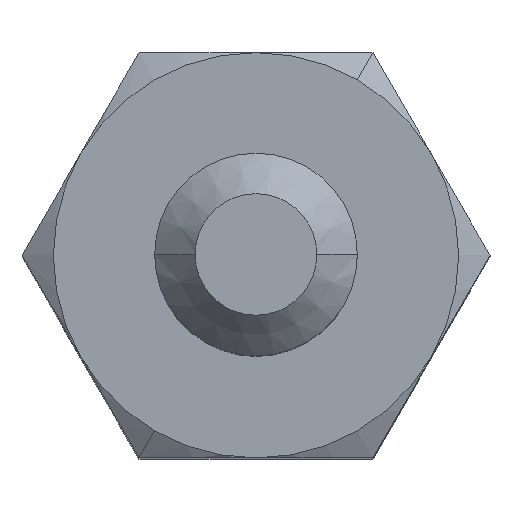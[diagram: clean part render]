
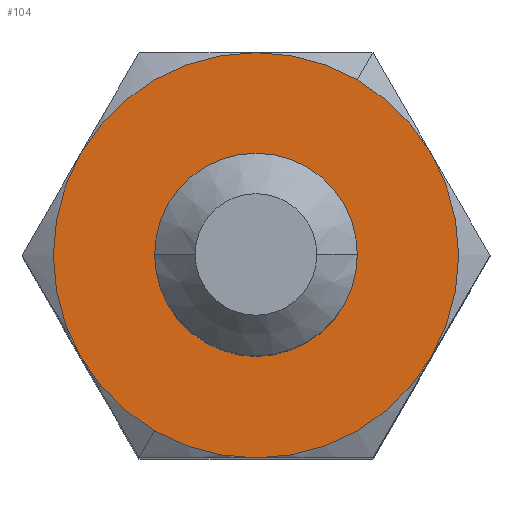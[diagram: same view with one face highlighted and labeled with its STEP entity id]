
A CAD part, top view. The second image highlights one B-rep face of the part: STEP entity #104.
In plain terms, the highlighted planar face has unit normal (0, 0, 1).
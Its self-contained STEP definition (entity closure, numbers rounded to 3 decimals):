
#104=ADVANCED_FACE('',(#165,#166),#167,.T.);
#165=FACE_OUTER_BOUND('',#229,.T.);
#166=FACE_BOUND('',#230,.T.);
#167=PLANE('',#231);
#229=EDGE_LOOP('',(#459,#460));
#230=EDGE_LOOP('',(#461,#462,#463));
#231=AXIS2_PLACEMENT_3D('',#464,#465,#466);
#459=ORIENTED_EDGE('',*,*,#484,.T.);
#460=ORIENTED_EDGE('',*,*,#537,.T.);
#461=ORIENTED_EDGE('',*,*,#523,.T.);
#462=ORIENTED_EDGE('',*,*,#522,.T.);
#463=ORIENTED_EDGE('',*,*,#524,.T.);
#464=CARTESIAN_POINT('',(0.,0.,0.0));
#465=DIRECTION('',(0.0,0.0,1.0));
#466=DIRECTION('',(1.0,-0.0,0.0));
#484=EDGE_CURVE('',#566,#563,#567,.T.);
#522=EDGE_CURVE('',#630,#634,#636,.T.);
#523=EDGE_CURVE('',#637,#630,#638,.T.);
#524=EDGE_CURVE('',#634,#637,#639,.T.);
#537=EDGE_CURVE('',#563,#566,#656,.T.);
#563=VERTEX_POINT('',#688);
#566=VERTEX_POINT('',#692);
#567=CIRCLE('',#693,2.5);
#630=VERTEX_POINT('',#821);
#634=VERTEX_POINT('',#825);
#636=CIRCLE('',#827,1.1);
#637=VERTEX_POINT('',#828);
#638=CIRCLE('',#829,1.1);
#639=CIRCLE('',#830,1.1);
#656=CIRCLE('',#901,2.5);
#688=CARTESIAN_POINT('',(1.25,2.165,0.0));
#692=CARTESIAN_POINT('',(-1.25,-2.165,0.));
#693=AXIS2_PLACEMENT_3D('',#933,#934,#935);
#821=CARTESIAN_POINT('',(-1.1,0.,0.0));
#825=CARTESIAN_POINT('',(1.1,0.,0.0));
#827=AXIS2_PLACEMENT_3D('',#1007,#1008,#1009);
#828=CARTESIAN_POINT('',(0.0,-1.1,0.0));
#829=AXIS2_PLACEMENT_3D('',#1010,#1011,#1012);
#830=AXIS2_PLACEMENT_3D('',#1013,#1014,#1015);
#901=AXIS2_PLACEMENT_3D('',#1034,#1035,#1036);
#933=CARTESIAN_POINT('',(0.,0.,0.0));
#934=DIRECTION('',(0.0,-0.0,1.0));
#935=DIRECTION('',(0.5,0.866,0.0));
#1007=CARTESIAN_POINT('',(0.0,0.0,0.0));
#1008=DIRECTION('',(0.0,0.0,-1.0));
#1009=DIRECTION('',(0.0,-1.0,0.0));
#1010=CARTESIAN_POINT('',(0.0,0.0,0.0));
#1011=DIRECTION('',(0.0,0.0,-1.0));
#1012=DIRECTION('',(0.0,-1.0,0.0));
#1013=CARTESIAN_POINT('',(0.0,0.0,0.0));
#1014=DIRECTION('',(0.0,0.0,-1.0));
#1015=DIRECTION('',(0.0,-1.0,0.0));
#1034=CARTESIAN_POINT('',(0.,0.,0.0));
#1035=DIRECTION('',(0.0,-0.0,1.0));
#1036=DIRECTION('',(0.5,0.866,0.0));
